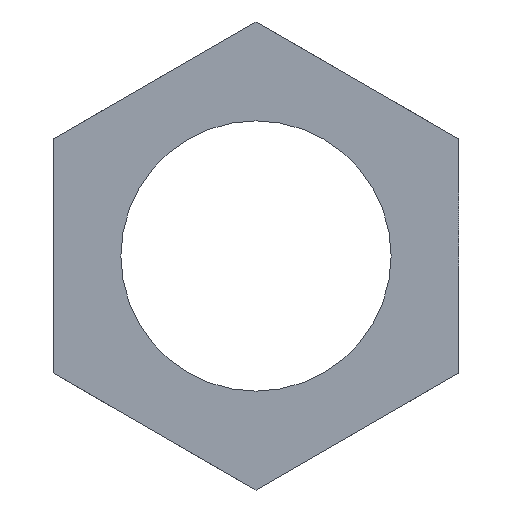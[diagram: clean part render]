
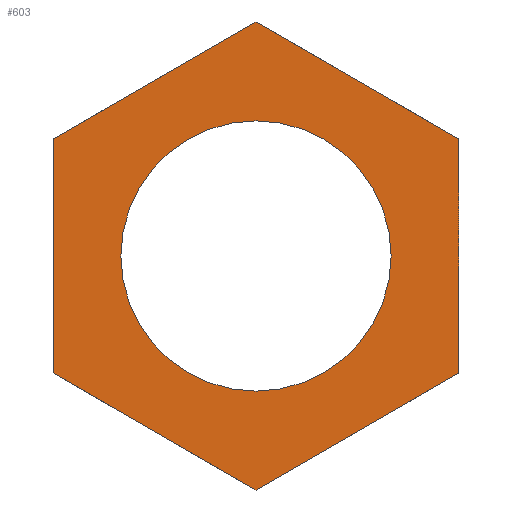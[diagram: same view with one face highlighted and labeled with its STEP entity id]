
A CAD part, front view. The second image highlights one B-rep face of the part: STEP entity #603.
In plain terms, the highlighted planar face has unit normal (0, -1, 0).
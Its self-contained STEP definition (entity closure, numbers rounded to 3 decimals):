
#32 = LINE ( 'NONE', #575, #288 ) ;
#54 = DIRECTION ( 'NONE',  ( 0., 0., 1. ) ) ;
#55 = DIRECTION ( 'NONE',  ( 0., 1., 0. ) ) ;
#56 = CARTESIAN_POINT ( 'NONE',  ( 18., 0., 31.177 ) ) ;
#57 = PLANE ( 'NONE',  #257 ) ;
#80 = DIRECTION ( 'NONE',  ( 0.866, 0., -0.5 ) ) ;
#81 = CARTESIAN_POINT ( 'NONE',  ( 0., 0., 20.785 ) ) ;
#88 = DIRECTION ( 'NONE',  ( 0.866, 0., 0.5 ) ) ;
#89 = CARTESIAN_POINT ( 'NONE',  ( -18., 0., 10.392 ) ) ;
#119 = DIRECTION ( 'NONE',  ( 0., 0., 1. ) ) ;
#120 = DIRECTION ( 'NONE',  ( 0., 1., 0. ) ) ;
#121 = CARTESIAN_POINT ( 'NONE',  ( 0., 0., 0. ) ) ;
#128 = CARTESIAN_POINT ( 'NONE',  ( 18., 0., 10.392 ) ) ;
#166 = CARTESIAN_POINT ( 'NONE',  ( 0., 0., 20.785 ) ) ;
#167 = CARTESIAN_POINT ( 'NONE',  ( -18., 0., -10.392 ) ) ;
#170 = CARTESIAN_POINT ( 'NONE',  ( 0., 0., -20.785 ) ) ;
#185 = CARTESIAN_POINT ( 'NONE',  ( 0., 0., -12. ) ) ;
#186 = CARTESIAN_POINT ( 'NONE',  ( 0., 0., 12. ) ) ;
#190 = CARTESIAN_POINT ( 'NONE',  ( 18., 0., -10.392 ) ) ;
#197 = CARTESIAN_POINT ( 'NONE',  ( -18., 0., 10.392 ) ) ;
#204 = DIRECTION ( 'NONE',  ( -0.866, 0., -0.5 ) ) ;
#208 = DIRECTION ( 'NONE',  ( 0., 0., -1. ) ) ;
#209 = CARTESIAN_POINT ( 'NONE',  ( 18., 0., 10.392 ) ) ;
#211 = CARTESIAN_POINT ( 'NONE',  ( 18., 0., -10.392 ) ) ;
#243 = CARTESIAN_POINT ( 'NONE',  ( -18., 0., -10.392 ) ) ;
#244 = DIRECTION ( 'NONE',  ( 0., 0., 1. ) ) ;
#253 = DIRECTION ( 'NONE',  ( 0., 0., 1. ) ) ;
#254 = DIRECTION ( 'NONE',  ( 0., 1., 0. ) ) ;
#255 = CARTESIAN_POINT ( 'NONE',  ( 0., 0., 0. ) ) ;
#257 = AXIS2_PLACEMENT_3D ( 'NONE', #56, #55, #54 ) ;
#272 = VECTOR ( 'NONE', #80, 1000. ) ;
#288 = VECTOR ( 'NONE', #574, 1000. ) ;
#295 = VERTEX_POINT ( 'NONE', #128 ) ;
#309 = VERTEX_POINT ( 'NONE', #166 ) ;
#310 = EDGE_LOOP ( 'NONE', ( #481, #500 ) ) ;
#311 = VERTEX_POINT ( 'NONE', #167 ) ;
#338 = VERTEX_POINT ( 'NONE', #170 ) ;
#342 = VERTEX_POINT ( 'NONE', #185 ) ;
#343 = VERTEX_POINT ( 'NONE', #186 ) ;
#350 = VERTEX_POINT ( 'NONE', #190 ) ;
#365 = VERTEX_POINT ( 'NONE', #197 ) ;
#371 = EDGE_LOOP ( 'NONE', ( #595, #476, #472, #499, #505, #488 ) ) ;
#384 = AXIS2_PLACEMENT_3D ( 'NONE', #255, #254, #253 ) ;
#393 = CIRCLE ( 'NONE', #384, 12. ) ;
#394 = AXIS2_PLACEMENT_3D ( 'NONE', #121, #120, #119 ) ;
#401 = VECTOR ( 'NONE', #244, 1000. ) ;
#402 = VECTOR ( 'NONE', #88, 1000. ) ;
#406 = VECTOR ( 'NONE', #208, 1000. ) ;
#407 = CIRCLE ( 'NONE', #394, 12. ) ;
#415 = VECTOR ( 'NONE', #204, 1000. ) ;
#445 = FACE_BOUND ( 'NONE', #310, .T. ) ;
#446 = FACE_OUTER_BOUND ( 'NONE', #371, .T. ) ;
#455 = LINE ( 'NONE', #81, #272 ) ;
#456 = LINE ( 'NONE', #89, #402 ) ;
#467 = LINE ( 'NONE', #209, #406 ) ;
#468 = LINE ( 'NONE', #243, #401 ) ;
#469 = LINE ( 'NONE', #211, #415 ) ;
#472 = ORIENTED_EDGE ( 'NONE', *, *, #611, .F. ) ;
#476 = ORIENTED_EDGE ( 'NONE', *, *, #509, .F. ) ;
#481 = ORIENTED_EDGE ( 'NONE', *, *, #534, .T. ) ;
#488 = ORIENTED_EDGE ( 'NONE', *, *, #543, .F. ) ;
#499 = ORIENTED_EDGE ( 'NONE', *, *, #508, .F. ) ;
#500 = ORIENTED_EDGE ( 'NONE', *, *, #510, .T. ) ;
#505 = ORIENTED_EDGE ( 'NONE', *, *, #517, .F. ) ;
#508 = EDGE_CURVE ( 'NONE', #350, #338, #469, .T. ) ;
#509 = EDGE_CURVE ( 'NONE', #311, #365, #468, .T. ) ;
#510 = EDGE_CURVE ( 'NONE', #343, #342, #393, .T. ) ;
#517 = EDGE_CURVE ( 'NONE', #295, #350, #467, .T. ) ;
#534 = EDGE_CURVE ( 'NONE', #342, #343, #407, .T. ) ;
#541 = EDGE_CURVE ( 'NONE', #365, #309, #456, .T. ) ;
#543 = EDGE_CURVE ( 'NONE', #309, #295, #455, .T. ) ;
#574 = DIRECTION ( 'NONE',  ( -0.866, 0., 0.5 ) ) ;
#575 = CARTESIAN_POINT ( 'NONE',  ( 0., 0., -20.785 ) ) ;
#595 = ORIENTED_EDGE ( 'NONE', *, *, #541, .F. ) ;
#603 = ADVANCED_FACE ( 'NONE', ( #446, #445 ), #57, .F. ) ;
#611 = EDGE_CURVE ( 'NONE', #338, #311, #32, .T. ) ;
